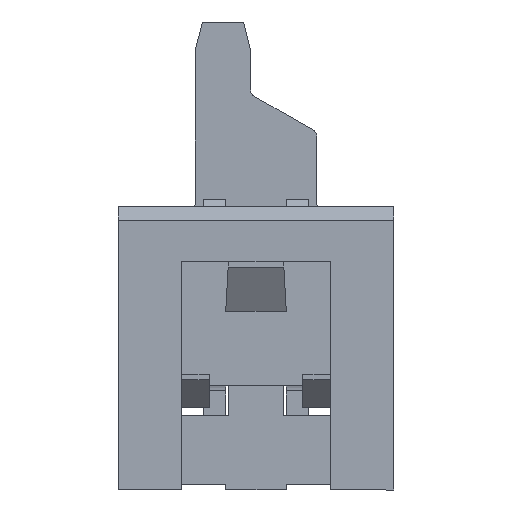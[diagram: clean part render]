
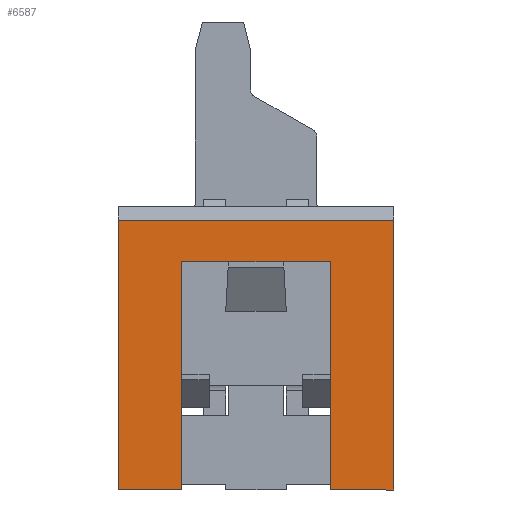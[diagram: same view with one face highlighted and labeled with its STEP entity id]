
A CAD part, left-side view. The second image highlights one B-rep face of the part: STEP entity #6587.
In plain terms, the highlighted planar face has unit normal (-1, 0, 0).
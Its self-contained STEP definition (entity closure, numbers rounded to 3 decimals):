
#1487=ORIENTED_EDGE('',*,*,#2850,.F.);
#1488=ORIENTED_EDGE('',*,*,#2851,.T.);
#1489=ORIENTED_EDGE('',*,*,#2639,.T.);
#1490=ORIENTED_EDGE('',*,*,#2852,.T.);
#1491=ORIENTED_EDGE('',*,*,#2853,.F.);
#1492=ORIENTED_EDGE('',*,*,#2854,.F.);
#1493=ORIENTED_EDGE('',*,*,#2855,.T.);
#1494=ORIENTED_EDGE('',*,*,#2856,.T.);
#2639=EDGE_CURVE('',#3435,#3436,#4227,.T.);
#2850=EDGE_CURVE('',#3598,#3599,#4418,.T.);
#2851=EDGE_CURVE('',#3598,#3435,#4419,.T.);
#2852=EDGE_CURVE('',#3436,#3600,#4420,.T.);
#2853=EDGE_CURVE('',#3601,#3600,#4421,.T.);
#2854=EDGE_CURVE('',#3602,#3601,#4422,.T.);
#2855=EDGE_CURVE('',#3602,#3603,#4423,.T.);
#2856=EDGE_CURVE('',#3603,#3599,#4424,.T.);
#3435=VERTEX_POINT('',#9862);
#3436=VERTEX_POINT('',#9863);
#3598=VERTEX_POINT('',#10265);
#3599=VERTEX_POINT('',#10266);
#3600=VERTEX_POINT('',#10269);
#3601=VERTEX_POINT('',#10271);
#3602=VERTEX_POINT('',#10273);
#3603=VERTEX_POINT('',#10275);
#4227=LINE('',#9861,#5105);
#4418=LINE('',#10264,#5296);
#4419=LINE('',#10267,#5297);
#4420=LINE('',#10268,#5298);
#4421=LINE('',#10270,#5299);
#4422=LINE('',#10272,#5300);
#4423=LINE('',#10274,#5301);
#4424=LINE('',#10276,#5302);
#5105=VECTOR('',#8012,1000.);
#5296=VECTOR('',#8301,1000.);
#5297=VECTOR('',#8302,1000.);
#5298=VECTOR('',#8303,1000.);
#5299=VECTOR('',#8304,1000.);
#5300=VECTOR('',#8305,1000.);
#5301=VECTOR('',#8306,1000.);
#5302=VECTOR('',#8307,1000.);
#5694=EDGE_LOOP('',(#1487,#1488,#1489,#1490,#1491,#1492,#1493,#1494));
#6020=FACE_BOUND('',#5694,.T.);
#6316=PLANE('',#6962);
#6587=ADVANCED_FACE('',(#6020),#6316,.F.);
#6962=AXIS2_PLACEMENT_3D('',#10263,#8299,#8300);
#8012=DIRECTION('',(0.,0.,-1.));
#8299=DIRECTION('',(1.,0.,0.));
#8300=DIRECTION('',(0.,0.,-1.));
#8301=DIRECTION('',(0.,0.,-1.));
#8302=DIRECTION('',(0.,1.,0.));
#8303=DIRECTION('',(0.,-1.,0.));
#8304=DIRECTION('',(0.,0.,-1.));
#8305=DIRECTION('',(0.,1.,0.));
#8306=DIRECTION('',(0.,0.,-1.));
#8307=DIRECTION('',(0.,-1.,0.));
#9861=CARTESIAN_POINT('',(-8.065,2.5,1.35));
#9862=CARTESIAN_POINT('',(-8.065,2.5,4.9));
#9863=CARTESIAN_POINT('',(-8.065,2.5,0.));
#10263=CARTESIAN_POINT('',(-8.065,2.5,1.35));
#10264=CARTESIAN_POINT('',(-8.065,-2.5,1.35));
#10265=CARTESIAN_POINT('',(-8.065,-2.5,4.9));
#10266=CARTESIAN_POINT('',(-8.065,-2.5,0.));
#10267=CARTESIAN_POINT('',(-8.065,2.5,4.9));
#10268=CARTESIAN_POINT('',(-8.065,2.5,0.));
#10269=CARTESIAN_POINT('',(-8.065,1.35,0.));
#10270=CARTESIAN_POINT('',(-8.065,1.35,0.1));
#10271=CARTESIAN_POINT('',(-8.065,1.35,4.15));
#10272=CARTESIAN_POINT('',(-8.065,-1.35,4.15));
#10273=CARTESIAN_POINT('',(-8.065,-1.35,4.15));
#10274=CARTESIAN_POINT('',(-8.065,-1.35,0.1));
#10275=CARTESIAN_POINT('',(-8.065,-1.35,0.));
#10276=CARTESIAN_POINT('',(-8.065,2.5,0.));
